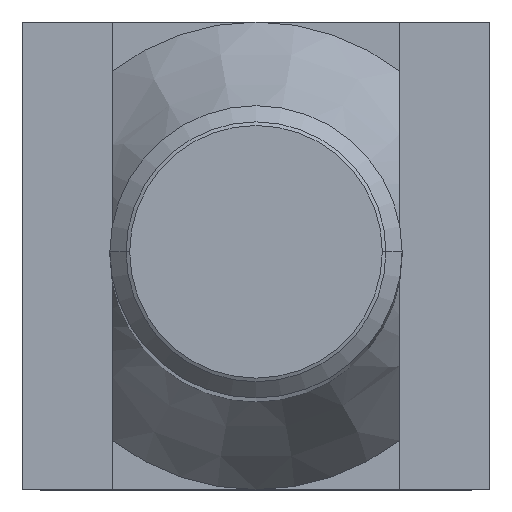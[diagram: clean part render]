
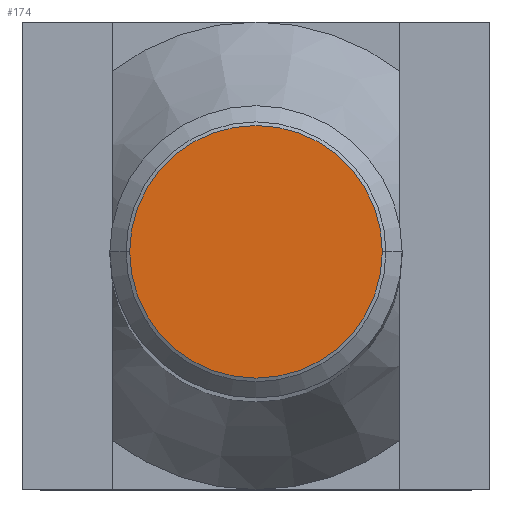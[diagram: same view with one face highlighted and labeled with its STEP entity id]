
A CAD part, top view. The second image highlights one B-rep face of the part: STEP entity #174.
In plain terms, the highlighted planar face has unit normal (0, 0, 1).
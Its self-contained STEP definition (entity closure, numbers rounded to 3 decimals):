
#174=ADVANCED_FACE('',(#437),#438,.T.);
#278=EDGE_CURVE('',#380,#316,#553,.T.);
#304=EDGE_CURVE('',#316,#380,#581,.T.);
#316=VERTEX_POINT('',#594);
#380=VERTEX_POINT('',#662);
#437=FACE_OUTER_BOUND('',#718,.T.);
#438=PLANE('',#719);
#553=CIRCLE('',#909,8.647);
#581=CIRCLE('',#948,8.647);
#594=CARTESIAN_POINT('',(-8.647,0.,160.0));
#662=CARTESIAN_POINT('',(8.647,0.,160.0));
#718=EDGE_LOOP('',(#1136,#1137));
#719=AXIS2_PLACEMENT_3D('',#1138,#1139,#1140);
#909=AXIS2_PLACEMENT_3D('',#1267,#1268,#1269);
#948=AXIS2_PLACEMENT_3D('',#1296,#1297,#1298);
#1136=ORIENTED_EDGE('',*,*,#278,.T.);
#1137=ORIENTED_EDGE('',*,*,#304,.T.);
#1138=CARTESIAN_POINT('',(-4.375,0.,160.0));
#1139=DIRECTION('',(0.0,0.0,1.0));
#1140=DIRECTION('',(-1.0,0.,0.0));
#1267=CARTESIAN_POINT('',(0.0,0.,160.0));
#1268=DIRECTION('',(0.0,-0.0,1.0));
#1269=DIRECTION('',(1.0,0.,0.0));
#1296=CARTESIAN_POINT('',(0.0,0.,160.0));
#1297=DIRECTION('',(0.0,-0.0,1.0));
#1298=DIRECTION('',(1.0,0.,0.0));
